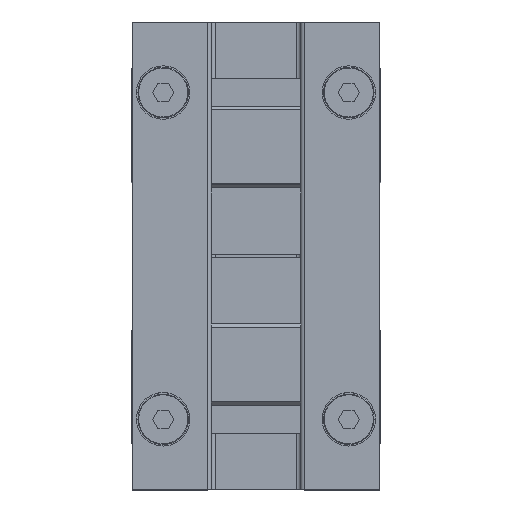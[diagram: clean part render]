
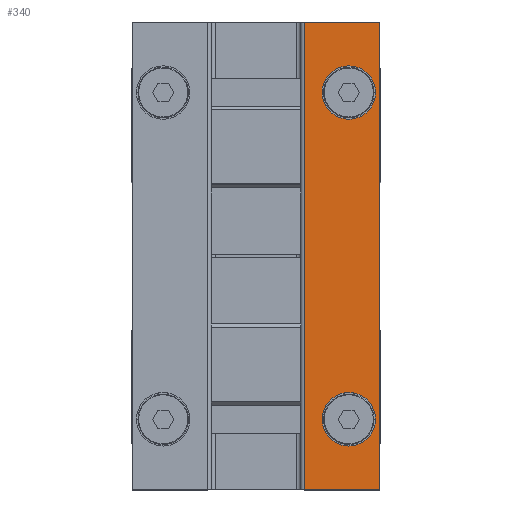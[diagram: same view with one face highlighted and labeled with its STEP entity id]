
A CAD part, top view. The second image highlights one B-rep face of the part: STEP entity #340.
In plain terms, the highlighted face is planar.
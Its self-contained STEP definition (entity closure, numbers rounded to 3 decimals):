
#340 = ADVANCED_FACE( '', ( #823, #824, #825 ), #826, .F. );
#823 = FACE_BOUND( '', #1508, .T. );
#824 = FACE_BOUND( '', #1509, .T. );
#825 = FACE_OUTER_BOUND( '', #1510, .T. );
#826 = PLANE( '', #1511 );
#1508 = EDGE_LOOP( '', ( #2393 ) );
#1509 = EDGE_LOOP( '', ( #2394 ) );
#1510 = EDGE_LOOP( '', ( #2395, #2396, #2397, #2398 ) );
#1511 = AXIS2_PLACEMENT_3D( '', #2399, #2400, #2401 );
#2393 = ORIENTED_EDGE( '', *, *, #4016, .T. );
#2394 = ORIENTED_EDGE( '', *, *, #3889, .T. );
#2395 = ORIENTED_EDGE( '', *, *, #4017, .T. );
#2396 = ORIENTED_EDGE( '', *, *, #4018, .F. );
#2397 = ORIENTED_EDGE( '', *, *, #4019, .F. );
#2398 = ORIENTED_EDGE( '', *, *, #3988, .T. );
#2399 = CARTESIAN_POINT( '', ( 0., 16.6, 31.5 ) );
#2400 = DIRECTION( '', ( 1., 0., 0. ) );
#2401 = DIRECTION( '', ( 0., 0., -1. ) );
#3889 = EDGE_CURVE( '', #4626, #4626, #4627, .T. );
#3988 = EDGE_CURVE( '', #4804, #4802, #4805, .T. );
#4016 = EDGE_CURVE( '', #4846, #4846, #4847, .T. );
#4017 = EDGE_CURVE( '', #4802, #4848, #4849, .T. );
#4018 = EDGE_CURVE( '', #4850, #4848, #4851, .T. );
#4019 = EDGE_CURVE( '', #4804, #4850, #4852, .T. );
#4626 = VERTEX_POINT( '', #5683 );
#4627 = CIRCLE( '', #5684, 3.6 );
#4802 = VERTEX_POINT( '', #5918 );
#4804 = VERTEX_POINT( '', #5921 );
#4805 = LINE( '', #5922, #5923 );
#4846 = VERTEX_POINT( '', #6001 );
#4847 = CIRCLE( '', #6002, 3.6 );
#4848 = VERTEX_POINT( '', #6003 );
#4849 = LINE( '', #6004, #6005 );
#4850 = VERTEX_POINT( '', #6006 );
#4851 = LINE( '', #6007, #6008 );
#4852 = LINE( '', #6009, #6010 );
#5683 = CARTESIAN_POINT( '', ( 0., 12.5, -25.6 ) );
#5684 = AXIS2_PLACEMENT_3D( '', #7003, #7004, #7005 );
#5918 = CARTESIAN_POINT( '', ( 0., 16.6, -31.5 ) );
#5921 = CARTESIAN_POINT( '', ( 0., 16.6, 31.5 ) );
#5922 = CARTESIAN_POINT( '', ( 0., 16.6, 31.5 ) );
#5923 = VECTOR( '', #7144, 1000. );
#6001 = CARTESIAN_POINT( '', ( 0., 12.5, 18.4 ) );
#6002 = AXIS2_PLACEMENT_3D( '', #7181, #7182, #7183 );
#6003 = CARTESIAN_POINT( '', ( 0., 6.5, -31.5 ) );
#6004 = CARTESIAN_POINT( '', ( 0., 16.6, -31.5 ) );
#6005 = VECTOR( '', #7184, 1000. );
#6006 = CARTESIAN_POINT( '', ( 0., 6.5, 31.5 ) );
#6007 = CARTESIAN_POINT( '', ( 0., 6.5, 31.5 ) );
#6008 = VECTOR( '', #7185, 1000. );
#6009 = CARTESIAN_POINT( '', ( 0., 16.6, 31.5 ) );
#6010 = VECTOR( '', #7186, 1000. );
#7003 = CARTESIAN_POINT( '', ( 0., 12.5, -22. ) );
#7004 = DIRECTION( '', ( 1., 0., 0. ) );
#7005 = DIRECTION( '', ( 0., 0., -1. ) );
#7144 = DIRECTION( '', ( 0., 0., -1. ) );
#7181 = CARTESIAN_POINT( '', ( 0., 12.5, 22. ) );
#7182 = DIRECTION( '', ( 1., 0., 0. ) );
#7183 = DIRECTION( '', ( 0., 0., -1. ) );
#7184 = DIRECTION( '', ( 0., -1., 0. ) );
#7185 = DIRECTION( '', ( 0., 0., -1. ) );
#7186 = DIRECTION( '', ( 0., -1., 0. ) );
